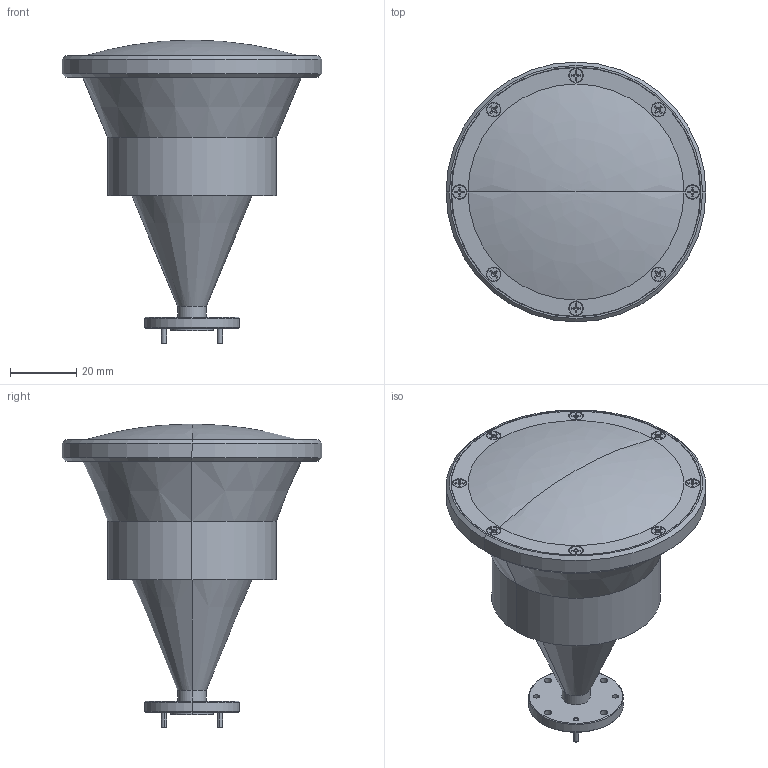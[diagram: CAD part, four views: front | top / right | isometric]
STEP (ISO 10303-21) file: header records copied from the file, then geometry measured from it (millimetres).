
FILE_DESCRIPTION (( 'STEP AP203' ), '1' );
FILE_NAME ('SAQ-403085-219-S1.STEP', '2019-03-05T00:23:41', ( '' ), ( '' ), 'SwSTEP 2.0', 'SolidWorks 2016', '' );
FILE_SCHEMA (( 'CONFIG_CONTROL_DESIGN' ));
Length unit declared in the file: inch
Products named in the file (1): SAQ-403085-219-S1
Bounding box: 78.23 x 78.23 x 91.27 mm (x, y, z)
Surface area: 21672 mm2 (no closed solid volume)
Topology: 0 solids, 20 shells, 320 faces, 990 edges, 663 vertices
Faces by surface type: plane 144, cone 98, cylinder 72, bspline 6
Entity records: 13960 total; most frequent: CARTESIAN_POINT 5488, DIRECTION 1682, ORIENTED_EDGE 1664, EDGE_CURVE 972, VERTEX_POINT 663, AXIS2_PLACEMENT_3D 649, LINE 384, VECTOR 384
